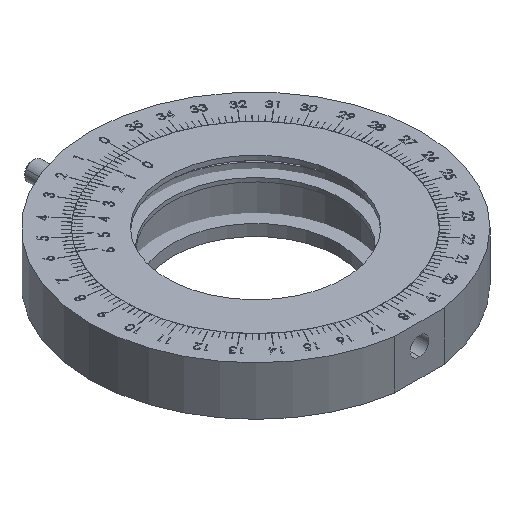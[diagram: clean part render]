
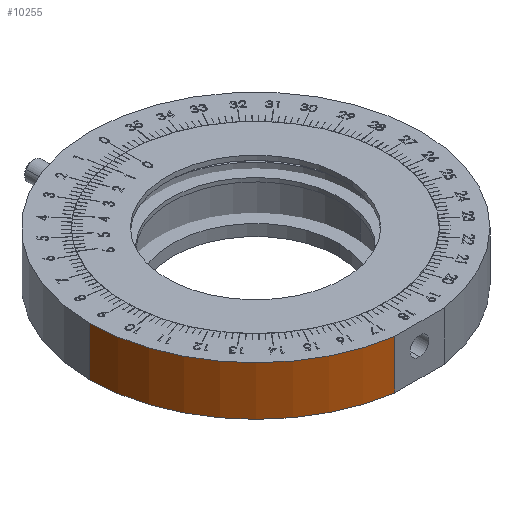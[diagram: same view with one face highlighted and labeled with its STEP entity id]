
A CAD part, isometric view. The second image highlights one B-rep face of the part: STEP entity #10255.
In plain terms, the highlighted cylindrical face has radius 44 mm (diameter 88 mm), a partial arc.
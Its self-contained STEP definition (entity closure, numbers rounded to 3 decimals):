
#114 = DIRECTION ( 'NONE',  ( -1., 0., 0. ) ) ;
#788 = VERTEX_POINT ( 'NONE', #10387 ) ;
#927 = CARTESIAN_POINT ( 'NONE',  ( -31.815, 15.226, -6.5 ) ) ;
#2302 = AXIS2_PLACEMENT_3D ( 'NONE', #15469, #24065, #114 ) ;
#2772 = CARTESIAN_POINT ( 'NONE',  ( 5.57, -28.274, 6.5 ) ) ;
#4252 = CYLINDRICAL_SURFACE ( 'NONE', #2302, 44. ) ;
#4300 = AXIS2_PLACEMENT_3D ( 'NONE', #23760, #10670, #25978 ) ;
#4369 = VECTOR ( 'NONE', #4967, 1000. ) ;
#4967 = DIRECTION ( 'NONE',  ( 0., 0., 1. ) ) ;
#5344 = DIRECTION ( 'NONE',  ( 0., 0., 1. ) ) ;
#5967 = CIRCLE ( 'NONE', #4300, 44. ) ;
#9807 = ORIENTED_EDGE ( 'NONE', *, *, #20640, .T. ) ;
#10255 = ADVANCED_FACE ( 'NONE', ( #15894 ), #4252, .T. ) ;
#10387 = CARTESIAN_POINT ( 'NONE',  ( 5.57, -28.274, 6.5 ) ) ;
#10670 = DIRECTION ( 'NONE',  ( 0., 0., 1. ) ) ;
#10968 = ORIENTED_EDGE ( 'NONE', *, *, #23833, .F. ) ;
#11199 = EDGE_CURVE ( 'NONE', #26176, #19157, #19619, .T. ) ;
#13787 = VECTOR ( 'NONE', #23069, 1000. ) ;
#15337 = LINE ( 'NONE', #2772, #4369 ) ;
#15469 = CARTESIAN_POINT ( 'NONE',  ( 12.185, 15.226, 6.5 ) ) ;
#15894 = FACE_OUTER_BOUND ( 'NONE', #24914, .T. ) ;
#16490 = CARTESIAN_POINT ( 'NONE',  ( -31.815, 15.226, 6.5 ) ) ;
#16526 = ORIENTED_EDGE ( 'NONE', *, *, #23050, .T. ) ;
#16836 = CARTESIAN_POINT ( 'NONE',  ( 5.57, -28.274, -6.5 ) ) ;
#17605 = CIRCLE ( 'NONE', #22807, 44. ) ;
#18483 = CARTESIAN_POINT ( 'NONE',  ( 12.185, 15.226, 6.5 ) ) ;
#19157 = VERTEX_POINT ( 'NONE', #927 ) ;
#19619 = LINE ( 'NONE', #16490, #13787 ) ;
#20185 = CARTESIAN_POINT ( 'NONE',  ( -31.815, 15.226, 6.5 ) ) ;
#20640 = EDGE_CURVE ( 'NONE', #22018, #788, #15337, .T. ) ;
#20668 = DIRECTION ( 'NONE',  ( 1., 0., 0. ) ) ;
#22018 = VERTEX_POINT ( 'NONE', #16836 ) ;
#22807 = AXIS2_PLACEMENT_3D ( 'NONE', #18483, #5344, #20668 ) ;
#22876 = ORIENTED_EDGE ( 'NONE', *, *, #11199, .T. ) ;
#23050 = EDGE_CURVE ( 'NONE', #19157, #22018, #5967, .T. ) ;
#23069 = DIRECTION ( 'NONE',  ( 0., 0., -1. ) ) ;
#23760 = CARTESIAN_POINT ( 'NONE',  ( 12.185, 15.226, -6.5 ) ) ;
#23833 = EDGE_CURVE ( 'NONE', #26176, #788, #17605, .T. ) ;
#24065 = DIRECTION ( 'NONE',  ( 0., 0., -1. ) ) ;
#24914 = EDGE_LOOP ( 'NONE', ( #10968, #22876, #16526, #9807 ) ) ;
#25978 = DIRECTION ( 'NONE',  ( 1., 0., 0. ) ) ;
#26176 = VERTEX_POINT ( 'NONE', #20185 ) ;
